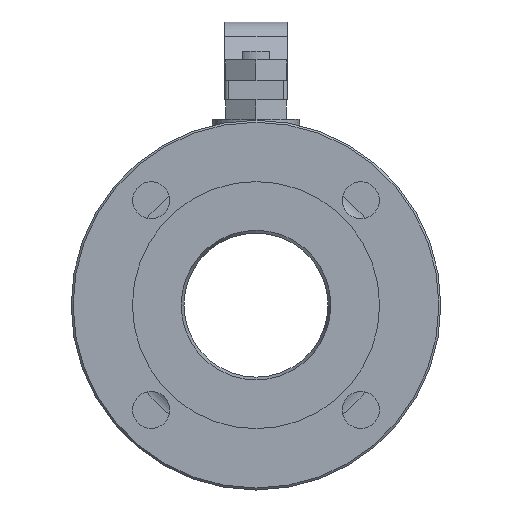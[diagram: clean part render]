
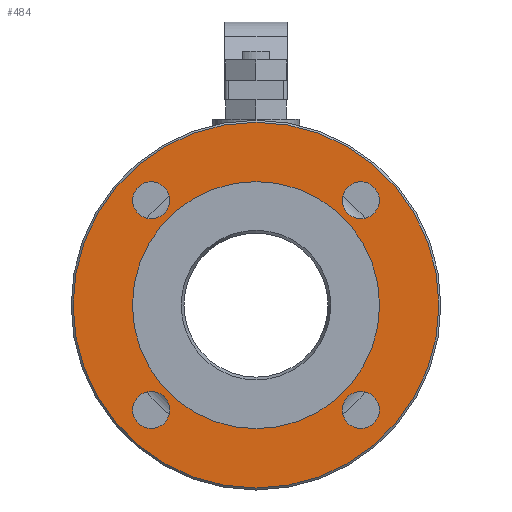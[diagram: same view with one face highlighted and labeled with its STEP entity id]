
A CAD part, left-side view. The second image highlights one B-rep face of the part: STEP entity #484.
In plain terms, the highlighted planar face has unit normal (-1, 0, 0).
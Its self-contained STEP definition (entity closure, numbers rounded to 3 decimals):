
#484 = ADVANCED_FACE( '', ( #1243, #1244, #1245, #1246, #1247, #1248 ), #1249, .F. );
#1243 = FACE_OUTER_BOUND( '', #2369, .T. );
#1244 = FACE_BOUND( '', #2370, .T. );
#1245 = FACE_BOUND( '', #2371, .T. );
#1246 = FACE_BOUND( '', #2372, .T. );
#1247 = FACE_BOUND( '', #2373, .T. );
#1248 = FACE_BOUND( '', #2374, .T. );
#1249 = PLANE( '', #2375 );
#2369 = EDGE_LOOP( '', ( #3772 ) );
#2370 = EDGE_LOOP( '', ( #3773 ) );
#2371 = EDGE_LOOP( '', ( #3774 ) );
#2372 = EDGE_LOOP( '', ( #3775 ) );
#2373 = EDGE_LOOP( '', ( #3776 ) );
#2374 = EDGE_LOOP( '', ( #3777 ) );
#2375 = AXIS2_PLACEMENT_3D( '', #3778, #3779, #3780 );
#3772 = ORIENTED_EDGE( '', *, *, #5592, .T. );
#3773 = ORIENTED_EDGE( '', *, *, #5593, .F. );
#3774 = ORIENTED_EDGE( '', *, *, #5594, .F. );
#3775 = ORIENTED_EDGE( '', *, *, #5296, .F. );
#3776 = ORIENTED_EDGE( '', *, *, #5595, .F. );
#3777 = ORIENTED_EDGE( '', *, *, #5596, .T. );
#3778 = CARTESIAN_POINT( '', ( 3., 0., -66.5 ) );
#3779 = DIRECTION( '', ( 1., 0., 0. ) );
#3780 = DIRECTION( '', ( 0., 0., -1. ) );
#5296 = EDGE_CURVE( '', #6076, #6076, #6077, .T. );
#5592 = EDGE_CURVE( '', #6563, #6563, #6564, .F. );
#5593 = EDGE_CURVE( '', #6565, #6565, #6566, .T. );
#5594 = EDGE_CURVE( '', #6567, #6567, #6568, .T. );
#5595 = EDGE_CURVE( '', #6569, #6569, #6570, .T. );
#5596 = EDGE_CURVE( '', #6571, #6571, #6572, .T. );
#6076 = VERTEX_POINT( '', #7277 );
#6077 = CIRCLE( '', #7278, 9.5 );
#6563 = VERTEX_POINT( '', #8275 );
#6564 = CIRCLE( '', #8276, 94. );
#6565 = VERTEX_POINT( '', #8277 );
#6566 = CIRCLE( '', #8278, 9.5 );
#6567 = VERTEX_POINT( '', #8279 );
#6568 = CIRCLE( '', #8280, 9.5 );
#6569 = VERTEX_POINT( '', #8281 );
#6570 = CIRCLE( '', #8282, 9.5 );
#6571 = VERTEX_POINT( '', #8283 );
#6572 = CIRCLE( '', #8284, 63.5 );
#7277 = CARTESIAN_POINT( '', ( 3., 44.382, 53.882 ) );
#7278 = AXIS2_PLACEMENT_3D( '', #9367, #9368, #9369 );
#8275 = CARTESIAN_POINT( '', ( 3., 0., -94. ) );
#8276 = AXIS2_PLACEMENT_3D( '', #9760, #9761, #9762 );
#8277 = CARTESIAN_POINT( '', ( 3., -63.382, -53.882 ) );
#8278 = AXIS2_PLACEMENT_3D( '', #9763, #9764, #9765 );
#8279 = CARTESIAN_POINT( '', ( 3., 44.382, -53.882 ) );
#8280 = AXIS2_PLACEMENT_3D( '', #9766, #9767, #9768 );
#8281 = CARTESIAN_POINT( '', ( 3., -63.382, 53.882 ) );
#8282 = AXIS2_PLACEMENT_3D( '', #9769, #9770, #9771 );
#8283 = CARTESIAN_POINT( '', ( 3., 0., -63.5 ) );
#8284 = AXIS2_PLACEMENT_3D( '', #9772, #9773, #9774 );
#9367 = CARTESIAN_POINT( '', ( 3., 53.882, 53.882 ) );
#9368 = DIRECTION( '', ( -1., 0., 0. ) );
#9369 = DIRECTION( '', ( 0., -1., 0. ) );
#9760 = CARTESIAN_POINT( '', ( 3., 0., 0. ) );
#9761 = DIRECTION( '', ( 1., 0., 0. ) );
#9762 = DIRECTION( '', ( 0., 0., -1. ) );
#9763 = CARTESIAN_POINT( '', ( 3., -53.882, -53.882 ) );
#9764 = DIRECTION( '', ( -1., 0., 0. ) );
#9765 = DIRECTION( '', ( 0., -1., 0. ) );
#9766 = CARTESIAN_POINT( '', ( 3., 53.882, -53.882 ) );
#9767 = DIRECTION( '', ( -1., 0., 0. ) );
#9768 = DIRECTION( '', ( 0., -1., 0. ) );
#9769 = CARTESIAN_POINT( '', ( 3., -53.882, 53.882 ) );
#9770 = DIRECTION( '', ( -1., 0., 0. ) );
#9771 = DIRECTION( '', ( 0., -1., 0. ) );
#9772 = CARTESIAN_POINT( '', ( 3., 0., 0. ) );
#9773 = DIRECTION( '', ( 1., 0., 0. ) );
#9774 = DIRECTION( '', ( 0., 0., -1. ) );
